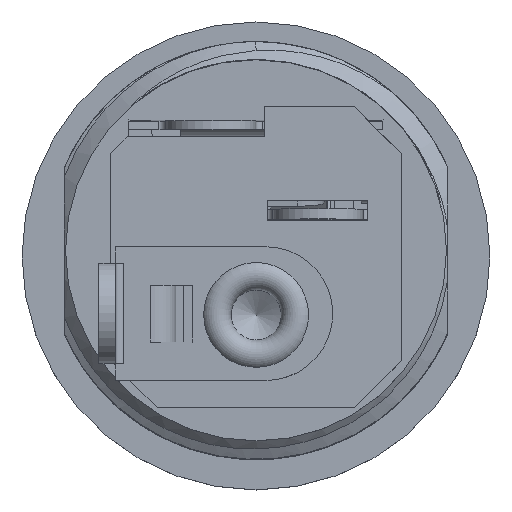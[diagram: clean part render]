
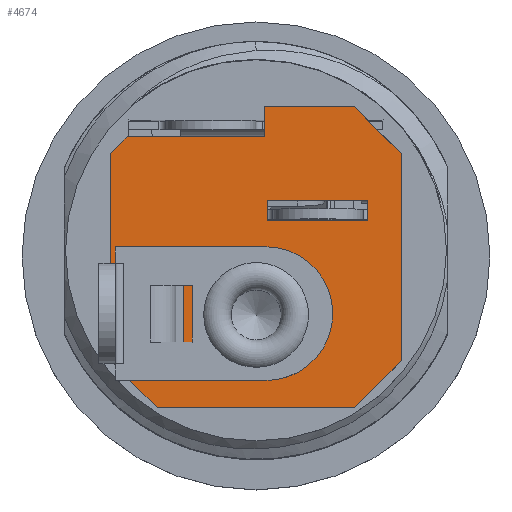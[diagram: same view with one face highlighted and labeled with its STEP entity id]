
A CAD part, top view. The second image highlights one B-rep face of the part: STEP entity #4674.
In plain terms, the highlighted planar face has unit normal (0, 0, 1).
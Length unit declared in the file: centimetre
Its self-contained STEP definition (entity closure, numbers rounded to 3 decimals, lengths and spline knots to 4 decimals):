
#201=CIRCLE('',#4909,0.0975);
#206=CIRCLE('',#4915,0.1);
#241=CIRCLE('',#4982,0.1);
#350=VERTEX_POINT('',#6237);
#351=VERTEX_POINT('',#6239);
#354=VERTEX_POINT('',#6246);
#355=VERTEX_POINT('',#6248);
#357=VERTEX_POINT('',#6254);
#363=VERTEX_POINT('',#6267);
#364=VERTEX_POINT('',#6269);
#369=VERTEX_POINT('',#6281);
#371=VERTEX_POINT('',#6287);
#373=VERTEX_POINT('',#6293);
#375=VERTEX_POINT('',#6299);
#383=VERTEX_POINT('',#6319);
#483=VERTEX_POINT('',#6558);
#484=VERTEX_POINT('',#6560);
#485=VERTEX_POINT('',#6562);
#486=VERTEX_POINT('',#6564);
#487=VERTEX_POINT('',#6566);
#488=VERTEX_POINT('',#6568);
#489=VERTEX_POINT('',#6570);
#490=VERTEX_POINT('',#6573);
#491=VERTEX_POINT('',#6576);
#492=VERTEX_POINT('',#6578);
#493=VERTEX_POINT('',#6580);
#494=VERTEX_POINT('',#6582);
#495=VERTEX_POINT('',#6584);
#496=VERTEX_POINT('',#6585);
#497=VERTEX_POINT('',#6587);
#498=VERTEX_POINT('',#6589);
#843=VECTOR('',#5240,1.);
#847=VECTOR('',#5245,1.);
#851=VECTOR('',#5250,1.);
#859=VECTOR('',#5279,1.);
#862=VECTOR('',#5283,1.);
#865=VECTOR('',#5287,1.);
#870=VECTOR('',#5302,1.);
#940=VECTOR('',#5468,1.);
#941=VECTOR('',#5469,1.);
#942=VECTOR('',#5470,1.);
#943=VECTOR('',#5471,1.);
#944=VECTOR('',#5472,1.);
#945=VECTOR('',#5473,1.);
#946=VECTOR('',#5474,1.);
#947=VECTOR('',#5475,1.);
#948=VECTOR('',#5476,1.);
#949=VECTOR('',#5477,1.);
#950=VECTOR('',#5480,1.);
#951=VECTOR('',#5481,1.);
#952=VECTOR('',#5482,1.);
#953=VECTOR('',#5483,1.);
#954=VECTOR('',#5484,1.);
#955=VECTOR('',#5485,1.);
#956=VECTOR('',#5486,1.);
#1324=LINE('',#6238,#843);
#1328=LINE('',#6247,#847);
#1332=LINE('',#6255,#851);
#1340=LINE('',#6288,#859);
#1343=LINE('',#6294,#862);
#1346=LINE('',#6300,#865);
#1351=LINE('',#6318,#870);
#1421=LINE('',#6557,#940);
#1422=LINE('',#6559,#941);
#1423=LINE('',#6561,#942);
#1424=LINE('',#6563,#943);
#1425=LINE('',#6565,#944);
#1426=LINE('',#6567,#945);
#1427=LINE('',#6569,#946);
#1428=LINE('',#6571,#947);
#1429=LINE('',#6572,#948);
#1430=LINE('',#6574,#949);
#1431=LINE('',#6577,#950);
#1432=LINE('',#6579,#951);
#1433=LINE('',#6581,#952);
#1434=LINE('',#6583,#953);
#1435=LINE('',#6586,#954);
#1436=LINE('',#6588,#955);
#1437=LINE('',#6590,#956);
#1805=EDGE_CURVE('',#350,#351,#1324,.T.);
#1809=EDGE_CURVE('',#354,#355,#1328,.T.);
#1813=EDGE_CURVE('',#357,#354,#1332,.T.);
#1819=EDGE_CURVE('',#364,#363,#201,.T.);
#1826=EDGE_CURVE('',#369,#363,#206,.T.);
#1829=EDGE_CURVE('',#371,#369,#1340,.T.);
#1832=EDGE_CURVE('',#373,#371,#1343,.T.);
#1835=EDGE_CURVE('',#375,#373,#1346,.T.);
#1844=EDGE_CURVE('',#351,#383,#1351,.T.);
#1952=EDGE_CURVE('',#483,#350,#1421,.T.);
#1953=EDGE_CURVE('',#484,#483,#1422,.T.);
#1954=EDGE_CURVE('',#485,#484,#1423,.T.);
#1955=EDGE_CURVE('',#486,#485,#1424,.T.);
#1956=EDGE_CURVE('',#487,#486,#1425,.T.);
#1957=EDGE_CURVE('',#488,#487,#1426,.T.);
#1958=EDGE_CURVE('',#489,#488,#1427,.T.);
#1959=EDGE_CURVE('',#383,#489,#1428,.T.);
#1960=EDGE_CURVE('',#490,#357,#1429,.T.);
#1961=EDGE_CURVE('',#355,#490,#1430,.T.);
#1962=EDGE_CURVE('',#491,#375,#241,.T.);
#1963=EDGE_CURVE('',#492,#491,#1431,.T.);
#1964=EDGE_CURVE('',#493,#492,#1432,.T.);
#1965=EDGE_CURVE('',#494,#493,#1433,.T.);
#1966=EDGE_CURVE('',#364,#494,#206,.T.);
#1967=EDGE_CURVE('',#495,#496,#1434,.T.);
#1968=EDGE_CURVE('',#497,#495,#1435,.T.);
#1969=EDGE_CURVE('',#498,#497,#1436,.T.);
#1970=EDGE_CURVE('',#496,#498,#1437,.T.);
#2714=ORIENTED_EDGE('',*,*,#1805,.F.);
#2715=ORIENTED_EDGE('',*,*,#1952,.F.);
#2716=ORIENTED_EDGE('',*,*,#1953,.F.);
#2717=ORIENTED_EDGE('',*,*,#1954,.F.);
#2718=ORIENTED_EDGE('',*,*,#1955,.F.);
#2719=ORIENTED_EDGE('',*,*,#1956,.F.);
#2720=ORIENTED_EDGE('',*,*,#1957,.F.);
#2721=ORIENTED_EDGE('',*,*,#1958,.F.);
#2722=ORIENTED_EDGE('',*,*,#1959,.F.);
#2723=ORIENTED_EDGE('',*,*,#1844,.F.);
#2724=ORIENTED_EDGE('',*,*,#1813,.F.);
#2725=ORIENTED_EDGE('',*,*,#1960,.F.);
#2726=ORIENTED_EDGE('',*,*,#1961,.F.);
#2727=ORIENTED_EDGE('',*,*,#1809,.F.);
#2728=ORIENTED_EDGE('',*,*,#1819,.T.);
#2729=ORIENTED_EDGE('',*,*,#1826,.F.);
#2730=ORIENTED_EDGE('',*,*,#1829,.F.);
#2731=ORIENTED_EDGE('',*,*,#1832,.F.);
#2732=ORIENTED_EDGE('',*,*,#1835,.F.);
#2733=ORIENTED_EDGE('',*,*,#1962,.F.);
#2734=ORIENTED_EDGE('',*,*,#1963,.F.);
#2735=ORIENTED_EDGE('',*,*,#1964,.F.);
#2736=ORIENTED_EDGE('',*,*,#1965,.F.);
#2737=ORIENTED_EDGE('',*,*,#1966,.F.);
#2738=ORIENTED_EDGE('',*,*,#1967,.F.);
#2739=ORIENTED_EDGE('',*,*,#1968,.F.);
#2740=ORIENTED_EDGE('',*,*,#1969,.F.);
#2741=ORIENTED_EDGE('',*,*,#1970,.F.);
#4059=EDGE_LOOP('',(#2714,#2715,#2716,#2717,#2718,#2719,#2720,#2721,#2722,
#2723));
#4060=EDGE_LOOP('',(#2724,#2725,#2726,#2727));
#4061=EDGE_LOOP('',(#2728,#2729,#2730,#2731,#2732,#2733,#2734,#2735,#2736,
#2737));
#4062=EDGE_LOOP('',(#2738,#2739,#2740,#2741));
#4376=FACE_BOUND('',#4059,.T.);
#4377=FACE_BOUND('',#4060,.T.);
#4378=FACE_BOUND('',#4061,.T.);
#4379=FACE_BOUND('',#4062,.T.);
#4674=ADVANCED_FACE('',(#4376,#4377,#4378,#4379),#11041,.T.);
#4909=AXIS2_PLACEMENT_3D('',#6268,#5260,#5261);
#4915=AXIS2_PLACEMENT_3D('',#6282,#5274,#5275);
#4981=AXIS2_PLACEMENT_3D('',#6556,#5467,$);
#4982=AXIS2_PLACEMENT_3D('',#6575,#5478,#5479);
#5240=DIRECTION('',(1.,0.,0.));
#5245=DIRECTION('',(0.,-1.,0.));
#5250=DIRECTION('',(-1.,0.,0.));
#5260=DIRECTION('',(0.,0.,-1.));
#5261=DIRECTION('',(-0.098,0.,0.));
#5274=DIRECTION('',(0.,0.,1.));
#5275=DIRECTION('',(-0.1,0.,0.));
#5279=DIRECTION('',(1.,0.,0.));
#5283=DIRECTION('',(0.,-1.,0.));
#5287=DIRECTION('',(-1.,0.,0.));
#5302=DIRECTION('',(0.707,-0.707,0.));
#5467=DIRECTION('',(0.,0.,1.));
#5468=DIRECTION('',(0.,1.,0.));
#5469=DIRECTION('',(1.,0.,0.));
#5470=DIRECTION('',(0.707,0.707,0.));
#5471=DIRECTION('',(0.,1.,0.));
#5472=DIRECTION('',(-0.707,0.707,0.));
#5473=DIRECTION('',(-1.,0.,0.));
#5474=DIRECTION('',(-0.707,-0.707,0.));
#5475=DIRECTION('',(0.,-1.,0.));
#5476=DIRECTION('',(0.,1.,0.));
#5477=DIRECTION('',(1.,0.,0.));
#5478=DIRECTION('',(0.,0.,1.));
#5479=DIRECTION('',(-0.1,0.,0.));
#5480=DIRECTION('',(-1.,0.,0.));
#5481=DIRECTION('',(0.,1.,0.));
#5482=DIRECTION('',(1.,0.,0.));
#5483=DIRECTION('',(0.,1.,0.));
#5484=DIRECTION('',(1.,0.,0.));
#5485=DIRECTION('',(0.,-1.,0.));
#5486=DIRECTION('',(-1.,0.,0.));
#6237=CARTESIAN_POINT('',(0.0243,0.4292,1.17));
#6238=CARTESIAN_POINT('',(0.2943,0.4292,1.17));
#6239=CARTESIAN_POINT('',(0.2943,0.4292,1.17));
#6246=CARTESIAN_POINT('',(-0.3157,-0.1008,1.17));
#6247=CARTESIAN_POINT('',(-0.3157,-0.1008,1.17));
#6248=CARTESIAN_POINT('',(-0.3157,-0.2808,1.17));
#6254=CARTESIAN_POINT('',(-0.2157,-0.1008,1.17));
#6255=CARTESIAN_POINT('',(-0.2157,-0.1008,1.17));
#6267=CARTESIAN_POINT('',(-0.0202,-0.2889,1.17));
#6268=CARTESIAN_POINT('',(0.0004,-0.1936,1.17));
#6269=CARTESIAN_POINT('',(0.0791,-0.2512,1.17));
#6281=CARTESIAN_POINT('',(-0.0961,-0.2208,1.17));
#6282=CARTESIAN_POINT('',(-0.0007,-0.1908,1.17));
#6287=CARTESIAN_POINT('',(-0.1557,-0.2208,1.17));
#6288=CARTESIAN_POINT('',(-0.0961,-0.2208,1.17));
#6293=CARTESIAN_POINT('',(-0.1557,-0.1608,1.17));
#6294=CARTESIAN_POINT('',(-0.1557,-0.2208,1.17));
#6299=CARTESIAN_POINT('',(-0.0961,-0.1608,1.17));
#6300=CARTESIAN_POINT('',(-0.1557,-0.1608,1.17));
#6318=CARTESIAN_POINT('',(0.4343,0.2892,1.17));
#6319=CARTESIAN_POINT('',(0.4343,0.2892,1.17));
#6556=CARTESIAN_POINT('',(0.0039,-0.0243,1.17));
#6557=CARTESIAN_POINT('',(0.0243,0.4292,1.17));
#6558=CARTESIAN_POINT('',(0.0243,0.3392,1.17));
#6559=CARTESIAN_POINT('',(0.0243,0.3392,1.17));
#6560=CARTESIAN_POINT('',(-0.3857,0.3392,1.17));
#6561=CARTESIAN_POINT('',(-0.3857,0.3392,1.17));
#6562=CARTESIAN_POINT('',(-0.4357,0.2892,1.17));
#6563=CARTESIAN_POINT('',(-0.4357,0.2892,1.17));
#6564=CARTESIAN_POINT('',(-0.4357,-0.3308,1.17));
#6565=CARTESIAN_POINT('',(-0.4357,-0.3308,1.17));
#6566=CARTESIAN_POINT('',(-0.2957,-0.4708,1.17));
#6567=CARTESIAN_POINT('',(-0.2957,-0.4708,1.17));
#6568=CARTESIAN_POINT('',(0.2943,-0.4708,1.17));
#6569=CARTESIAN_POINT('',(0.2943,-0.4708,1.17));
#6570=CARTESIAN_POINT('',(0.4343,-0.3308,1.17));
#6571=CARTESIAN_POINT('',(0.4343,-0.3308,1.17));
#6572=CARTESIAN_POINT('',(-0.2157,-0.2808,1.17));
#6573=CARTESIAN_POINT('',(-0.2157,-0.2808,1.17));
#6574=CARTESIAN_POINT('',(-0.3157,-0.2808,1.17));
#6575=CARTESIAN_POINT('',(-0.0007,-0.1908,1.17));
#6576=CARTESIAN_POINT('',(0.0947,-0.1608,1.17));
#6577=CARTESIAN_POINT('',(0.0947,-0.1608,1.17));
#6578=CARTESIAN_POINT('',(0.1543,-0.1608,1.17));
#6579=CARTESIAN_POINT('',(0.1543,-0.1608,1.17));
#6580=CARTESIAN_POINT('',(0.1543,-0.2208,1.17));
#6581=CARTESIAN_POINT('',(0.1543,-0.2208,1.17));
#6582=CARTESIAN_POINT('',(0.0947,-0.2208,1.17));
#6583=CARTESIAN_POINT('',(0.3343,0.1492,1.17));
#6584=CARTESIAN_POINT('',(0.3343,0.0892,1.17));
#6585=CARTESIAN_POINT('',(0.3343,0.1492,1.17));
#6586=CARTESIAN_POINT('',(0.3343,0.0892,1.17));
#6587=CARTESIAN_POINT('',(0.0343,0.0892,1.17));
#6588=CARTESIAN_POINT('',(0.0343,0.0892,1.17));
#6589=CARTESIAN_POINT('',(0.0343,0.1492,1.17));
#6590=CARTESIAN_POINT('',(0.0343,0.1492,1.17));
#11041=PLANE('',#4981);
